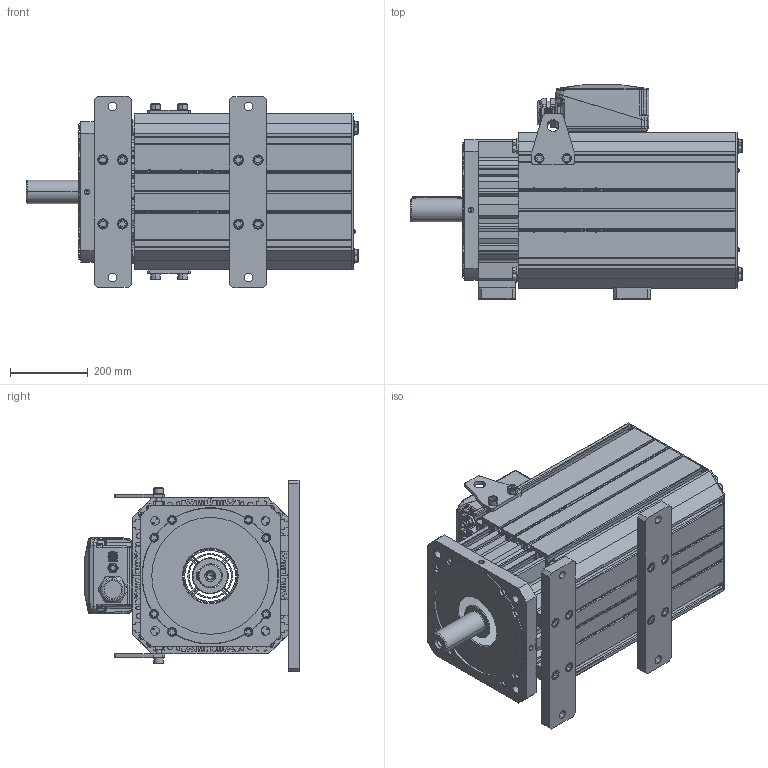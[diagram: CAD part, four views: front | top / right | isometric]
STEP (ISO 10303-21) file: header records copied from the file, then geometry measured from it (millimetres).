
FILE_DESCRIPTION((''),'2;1');
FILE_NAME('54070N-0_SW0001','2016-06-12T',('nifangliang'),(''),'PRO/ENGINEER BY PARAMETRIC TECHNOLOGY CORPORATION, 2010430','PRO/ENGINEER BY PARAMETRIC TECHNOLOGY CORPORATION, 2010430','');
FILE_SCHEMA(('CONFIG_CONTROL_DESIGN'));
Products named in the file (1): 54070N-0_SW0001
Bounding box: 852 x 549.62 x 490.5 mm (x, y, z)
Surface area: 6495583.9 mm2 (no closed solid volume)
Topology: 0 solids, 172 shells, 2745 faces, 9080 edges, 6436 vertices
Faces by surface type: plane 1580, cylinder 654, bspline 269, cone 136, torus 102, sphere 4
Entity records: 138598 total; most frequent: CARTESIAN_POINT 63563, DIRECTION 14699, ORIENTED_EDGE 14115, EDGE_CURVE 9052, VERTEX_POINT 6428, VECTOR 5711, LINE 5711, AXIS2_PLACEMENT_3D 4494
